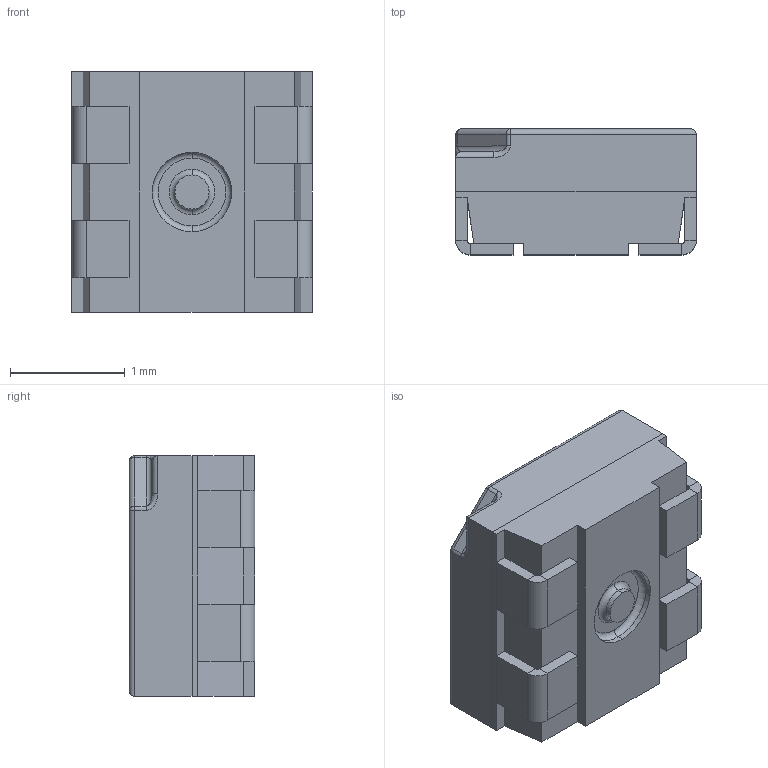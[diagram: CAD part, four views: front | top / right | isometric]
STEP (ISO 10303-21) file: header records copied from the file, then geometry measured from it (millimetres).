
FILE_DESCRIPTION (( 'STEP AP214' ), '1' );
FILE_NAME ('R2121URGBW-BH.STEP', '2017-11-28T10:01:57', ( '' ), ( '' ), 'SwSTEP 2.0', 'SolidWorks 2017', '' );
FILE_SCHEMA (( 'AUTOMOTIVE_DESIGN' ));
Length unit declared in the file: millimetre
Products named in the file (1): R2121URGBW-BH
Bounding box: 2.1 x 1.1 x 2.1 mm (x, y, z)
Volume: 4.5 mm3; surface area: 37.5 mm2
Topology: 7 solids, 7 shells, 109 faces, 228 edges, 134 vertices
Faces by surface type: plane 75, cylinder 26, torus 4, sphere 2, bspline 2
Entity records: 3242 total; most frequent: CARTESIAN_POINT 516, DIRECTION 484, ORIENTED_EDGE 452, EDGE_CURVE 226, LINE 168, VECTOR 168, AXIS2_PLACEMENT_3D 158, VERTEX_POINT 134
